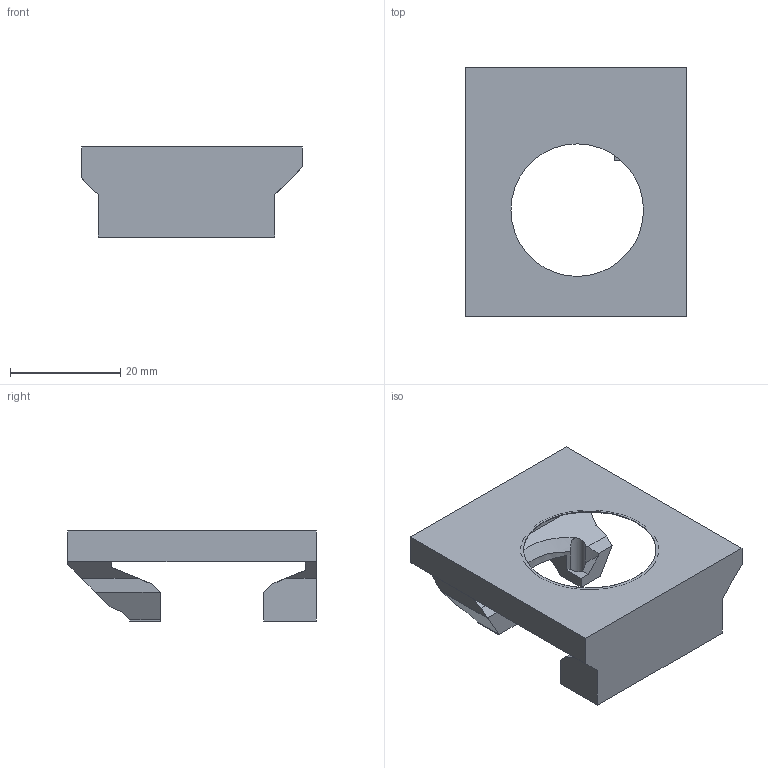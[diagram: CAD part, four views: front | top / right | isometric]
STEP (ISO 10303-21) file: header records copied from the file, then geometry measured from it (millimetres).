
FILE_DESCRIPTION(/* description */ ('STEP AP242','CAx-IF Rec.Pracs.---Representation and Presentation of Product Manufacturing Information (PMI)---4.0---2014-10-13','CAx-IF Rec.Pracs.---3D Tessellated Geometry---0.4---2014-09-14','2;1'),/* implementation_level */ '2;1');
FILE_NAME(/* name */ '660f43c57dd7ac5a739b5e1a',/* time_stamp */ '2024-04-05T00:20:21Z',/* author */ (''),/* organization */ (''),/* preprocessor_version */ 'ST-DEVELOPER v19.4',/* originating_system */ ' ',/* authorisation */ ' ');
FILE_SCHEMA (('AP242_MANAGED_MODEL_BASED_3D_ENGINEERING_MIM_LF { 1 0 10303 442 1 1 4 }'));
Length unit declared in the file: metre
Products named in the file (1): Socket
Bounding box: 40 x 45 x 16.3 mm (x, y, z)
Volume: 8826.4 mm3; surface area: 6326.7 mm2
Topology: 1 solids, 1 shells, 65 faces, 191 edges, 126 vertices
Faces by surface type: plane 52, cylinder 9, torus 2, bspline 2
Full cylindrical faces by diameter (mm): 2.7 x4, 24 x1, 33.5 x1
Entity records: 2190 total; most frequent: CARTESIAN_POINT 510, ORIENTED_EDGE 352, DIRECTION 314, EDGE_CURVE 176, LINE 136, VECTOR 136, VERTEX_POINT 119, AXIS2_PLACEMENT_3D 89
